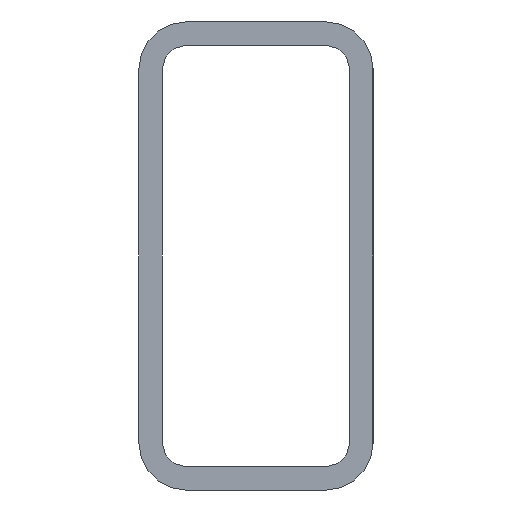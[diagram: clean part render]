
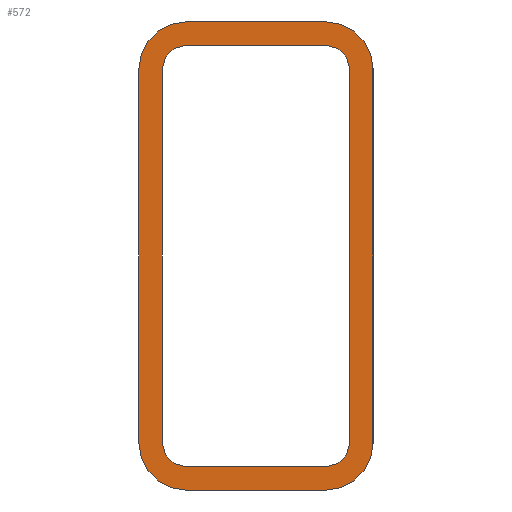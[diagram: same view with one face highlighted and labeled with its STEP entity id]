
A CAD part, left-side view. The second image highlights one B-rep face of the part: STEP entity #572.
In plain terms, the highlighted planar face has unit normal (-1, 0, 0).
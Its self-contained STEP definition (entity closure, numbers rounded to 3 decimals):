
#2 = EDGE_CURVE ( 'NONE', #1303, #336, #11, .T. ) ;
#8 = VECTOR ( 'NONE', #256, 1000. ) ;
#11 = CIRCLE ( 'NONE', #678, 3. ) ;
#15 = DIRECTION ( 'NONE',  ( 0., 0., 1. ) ) ;
#25 = ORIENTED_EDGE ( 'NONE', *, *, #690, .T. ) ;
#61 = CARTESIAN_POINT ( 'NONE',  ( 0., 6., -54. ) ) ;
#72 = EDGE_CURVE ( 'NONE', #87, #624, #150, .T. ) ;
#74 = CARTESIAN_POINT ( 'NONE',  ( 0., 24., -3. ) ) ;
#84 = EDGE_CURVE ( 'NONE', #1000, #1201, #1190, .T. ) ;
#87 = VERTEX_POINT ( 'NONE', #1180 ) ;
#116 = EDGE_CURVE ( 'NONE', #595, #212, #878, .T. ) ;
#127 = ORIENTED_EDGE ( 'NONE', *, *, #187, .T. ) ;
#129 = LINE ( 'NONE', #217, #411 ) ;
#132 = CARTESIAN_POINT ( 'NONE',  ( 0., 0., -54. ) ) ;
#139 = CARTESIAN_POINT ( 'NONE',  ( 0., 6., 0. ) ) ;
#149 = AXIS2_PLACEMENT_3D ( 'NONE', #507, #1040, #399 ) ;
#150 = CIRCLE ( 'NONE', #1144, 3. ) ;
#151 = CIRCLE ( 'NONE', #149, 6. ) ;
#152 = ORIENTED_EDGE ( 'NONE', *, *, #562, .T. ) ;
#157 = CARTESIAN_POINT ( 'NONE',  ( 0., 24., -54. ) ) ;
#175 = VECTOR ( 'NONE', #606, 1000. ) ;
#187 = EDGE_CURVE ( 'NONE', #1357, #1294, #1016, .T. ) ;
#197 = DIRECTION ( 'NONE',  ( 0., 0., -1. ) ) ;
#205 = VECTOR ( 'NONE', #807, 1000. ) ;
#207 = VERTEX_POINT ( 'NONE', #1219 ) ;
#212 = VERTEX_POINT ( 'NONE', #1334 ) ;
#217 = CARTESIAN_POINT ( 'NONE',  ( 0., 6., 0. ) ) ;
#250 = CARTESIAN_POINT ( 'NONE',  ( 0., 24., -57. ) ) ;
#256 = DIRECTION ( 'NONE',  ( 0., 1., 0. ) ) ;
#268 = DIRECTION ( 'NONE',  ( 0., 0., 1. ) ) ;
#289 = VECTOR ( 'NONE', #489, 1000. ) ;
#321 = EDGE_CURVE ( 'NONE', #207, #1000, #1151, .T. ) ;
#334 = CARTESIAN_POINT ( 'NONE',  ( 0., 6., -54. ) ) ;
#336 = VERTEX_POINT ( 'NONE', #1267 ) ;
#358 = CARTESIAN_POINT ( 'NONE',  ( 0., 6., -3. ) ) ;
#382 = DIRECTION ( 'NONE',  ( 0., 0., 1. ) ) ;
#384 = ORIENTED_EDGE ( 'NONE', *, *, #1247, .T. ) ;
#395 = ORIENTED_EDGE ( 'NONE', *, *, #2, .T. ) ;
#399 = DIRECTION ( 'NONE',  ( 0., 0., 1. ) ) ;
#409 = AXIS2_PLACEMENT_3D ( 'NONE', #1023, #1141, #1363 ) ;
#411 = VECTOR ( 'NONE', #793, 1000. ) ;
#420 = ORIENTED_EDGE ( 'NONE', *, *, #84, .F. ) ;
#426 = DIRECTION ( 'NONE',  ( 1., 0., 0. ) ) ;
#468 = LINE ( 'NONE', #698, #753 ) ;
#474 = FACE_OUTER_BOUND ( 'NONE', #1251, .T. ) ;
#489 = DIRECTION ( 'NONE',  ( 0., -1., 0. ) ) ;
#507 = CARTESIAN_POINT ( 'NONE',  ( 0., 24., -6. ) ) ;
#531 = VERTEX_POINT ( 'NONE', #783 ) ;
#546 = EDGE_CURVE ( 'NONE', #729, #866, #129, .T. ) ;
#547 = AXIS2_PLACEMENT_3D ( 'NONE', #157, #600, #1278 ) ;
#562 = EDGE_CURVE ( 'NONE', #1294, #87, #1027, .T. ) ;
#568 = CARTESIAN_POINT ( 'NONE',  ( 0., 24., -54. ) ) ;
#572 = ADVANCED_FACE ( 'NONE', ( #474, #938 ), #711, .T. ) ;
#573 = ORIENTED_EDGE ( 'NONE', *, *, #1161, .T. ) ;
#575 = DIRECTION ( 'NONE',  ( 0., 0., 1. ) ) ;
#578 = CARTESIAN_POINT ( 'NONE',  ( 0., 3., -6. ) ) ;
#584 = EDGE_LOOP ( 'NONE', ( #152, #1178, #384, #395, #1235, #25, #573, #127 ) ) ;
#595 = VERTEX_POINT ( 'NONE', #1263 ) ;
#600 = DIRECTION ( 'NONE',  ( 1., 0., 0. ) ) ;
#602 = VERTEX_POINT ( 'NONE', #250 ) ;
#606 = DIRECTION ( 'NONE',  ( 0., 1., 0. ) ) ;
#623 = CARTESIAN_POINT ( 'NONE',  ( 0., 24., 0. ) ) ;
#624 = VERTEX_POINT ( 'NONE', #578 ) ;
#626 = EDGE_CURVE ( 'NONE', #1201, #595, #916, .T. ) ;
#634 = EDGE_CURVE ( 'NONE', #212, #531, #468, .T. ) ;
#649 = CARTESIAN_POINT ( 'NONE',  ( 0., 27., -6. ) ) ;
#651 = CARTESIAN_POINT ( 'NONE',  ( 0., 3., -6. ) ) ;
#656 = CARTESIAN_POINT ( 'NONE',  ( 0., 27., -6. ) ) ;
#678 = AXIS2_PLACEMENT_3D ( 'NONE', #61, #1384, #910 ) ;
#679 = DIRECTION ( 'NONE',  ( 1., 0., 0. ) ) ;
#682 = VECTOR ( 'NONE', #1198, 1000. ) ;
#683 = EDGE_CURVE ( 'NONE', #866, #207, #846, .T. ) ;
#690 = EDGE_CURVE ( 'NONE', #602, #933, #945, .T. ) ;
#692 = CARTESIAN_POINT ( 'NONE',  ( 0., 6., -60. ) ) ;
#698 = CARTESIAN_POINT ( 'NONE',  ( 0., 30., -6. ) ) ;
#711 = PLANE ( 'NONE',  #409 ) ;
#729 = VERTEX_POINT ( 'NONE', #623 ) ;
#743 = ORIENTED_EDGE ( 'NONE', *, *, #634, .F. ) ;
#746 = LINE ( 'NONE', #656, #682 ) ;
#753 = VECTOR ( 'NONE', #382, 1000. ) ;
#760 = DIRECTION ( 'NONE',  ( 0., 0., -1. ) ) ;
#783 = CARTESIAN_POINT ( 'NONE',  ( 0., 30., -6. ) ) ;
#793 = DIRECTION ( 'NONE',  ( 0., -1., 0. ) ) ;
#800 = AXIS2_PLACEMENT_3D ( 'NONE', #334, #1074, #760 ) ;
#807 = DIRECTION ( 'NONE',  ( 0., 0., -1. ) ) ;
#816 = EDGE_CURVE ( 'NONE', #336, #602, #970, .T. ) ;
#830 = ORIENTED_EDGE ( 'NONE', *, *, #321, .F. ) ;
#846 = CIRCLE ( 'NONE', #1371, 6. ) ;
#866 = VERTEX_POINT ( 'NONE', #139 ) ;
#878 = CIRCLE ( 'NONE', #1367, 6. ) ;
#887 = CARTESIAN_POINT ( 'NONE',  ( 0., 3., -54. ) ) ;
#910 = DIRECTION ( 'NONE',  ( 0., 0., -1. ) ) ;
#916 = LINE ( 'NONE', #692, #8 ) ;
#924 = VECTOR ( 'NONE', #197, 1000. ) ;
#932 = CARTESIAN_POINT ( 'NONE',  ( 0., 6., -6. ) ) ;
#933 = VERTEX_POINT ( 'NONE', #1416 ) ;
#938 = FACE_BOUND ( 'NONE', #584, .T. ) ;
#945 = CIRCLE ( 'NONE', #547, 3. ) ;
#970 = LINE ( 'NONE', #1385, #175 ) ;
#977 = DIRECTION ( 'NONE',  ( 0., 0., 1. ) ) ;
#1000 = VERTEX_POINT ( 'NONE', #132 ) ;
#1006 = ORIENTED_EDGE ( 'NONE', *, *, #626, .F. ) ;
#1008 = DIRECTION ( 'NONE',  ( 1., 0., 0. ) ) ;
#1016 = CIRCLE ( 'NONE', #1122, 3. ) ;
#1023 = CARTESIAN_POINT ( 'NONE',  ( 0., 6., -6. ) ) ;
#1027 = LINE ( 'NONE', #358, #289 ) ;
#1040 = DIRECTION ( 'NONE',  ( 1., 0., 0. ) ) ;
#1056 = CARTESIAN_POINT ( 'NONE',  ( 0., 0., -6. ) ) ;
#1074 = DIRECTION ( 'NONE',  ( 1., 0., 0. ) ) ;
#1079 = CARTESIAN_POINT ( 'NONE',  ( 0., 6., -60. ) ) ;
#1080 = EDGE_CURVE ( 'NONE', #531, #729, #151, .T. ) ;
#1090 = ORIENTED_EDGE ( 'NONE', *, *, #1080, .F. ) ;
#1111 = ORIENTED_EDGE ( 'NONE', *, *, #683, .F. ) ;
#1117 = ORIENTED_EDGE ( 'NONE', *, *, #116, .F. ) ;
#1122 = AXIS2_PLACEMENT_3D ( 'NONE', #1345, #679, #575 ) ;
#1141 = DIRECTION ( 'NONE',  ( -1., 0., 0. ) ) ;
#1144 = AXIS2_PLACEMENT_3D ( 'NONE', #1422, #426, #977 ) ;
#1151 = LINE ( 'NONE', #1056, #205 ) ;
#1161 = EDGE_CURVE ( 'NONE', #933, #1357, #746, .T. ) ;
#1178 = ORIENTED_EDGE ( 'NONE', *, *, #72, .T. ) ;
#1180 = CARTESIAN_POINT ( 'NONE',  ( 0., 6., -3. ) ) ;
#1185 = LINE ( 'NONE', #651, #924 ) ;
#1190 = CIRCLE ( 'NONE', #800, 6. ) ;
#1198 = DIRECTION ( 'NONE',  ( 0., 0., 1. ) ) ;
#1201 = VERTEX_POINT ( 'NONE', #1079 ) ;
#1219 = CARTESIAN_POINT ( 'NONE',  ( 0., 0., -6. ) ) ;
#1231 = ORIENTED_EDGE ( 'NONE', *, *, #546, .F. ) ;
#1235 = ORIENTED_EDGE ( 'NONE', *, *, #816, .T. ) ;
#1247 = EDGE_CURVE ( 'NONE', #624, #1303, #1185, .T. ) ;
#1251 = EDGE_LOOP ( 'NONE', ( #1111, #1231, #1090, #743, #1117, #1006, #420, #830 ) ) ;
#1255 = DIRECTION ( 'NONE',  ( 1., 0., 0. ) ) ;
#1263 = CARTESIAN_POINT ( 'NONE',  ( 0., 24., -60. ) ) ;
#1267 = CARTESIAN_POINT ( 'NONE',  ( 0., 6., -57. ) ) ;
#1278 = DIRECTION ( 'NONE',  ( 0., 0., 1. ) ) ;
#1294 = VERTEX_POINT ( 'NONE', #74 ) ;
#1303 = VERTEX_POINT ( 'NONE', #887 ) ;
#1334 = CARTESIAN_POINT ( 'NONE',  ( 0., 30., -54. ) ) ;
#1345 = CARTESIAN_POINT ( 'NONE',  ( 0., 24., -6. ) ) ;
#1357 = VERTEX_POINT ( 'NONE', #649 ) ;
#1363 = DIRECTION ( 'NONE',  ( 0., 0., 1. ) ) ;
#1367 = AXIS2_PLACEMENT_3D ( 'NONE', #568, #1008, #15 ) ;
#1371 = AXIS2_PLACEMENT_3D ( 'NONE', #932, #1255, #268 ) ;
#1384 = DIRECTION ( 'NONE',  ( 1., 0., 0. ) ) ;
#1385 = CARTESIAN_POINT ( 'NONE',  ( 0., 6., -57. ) ) ;
#1416 = CARTESIAN_POINT ( 'NONE',  ( 0., 27., -54. ) ) ;
#1422 = CARTESIAN_POINT ( 'NONE',  ( 0., 6., -6. ) ) ;
